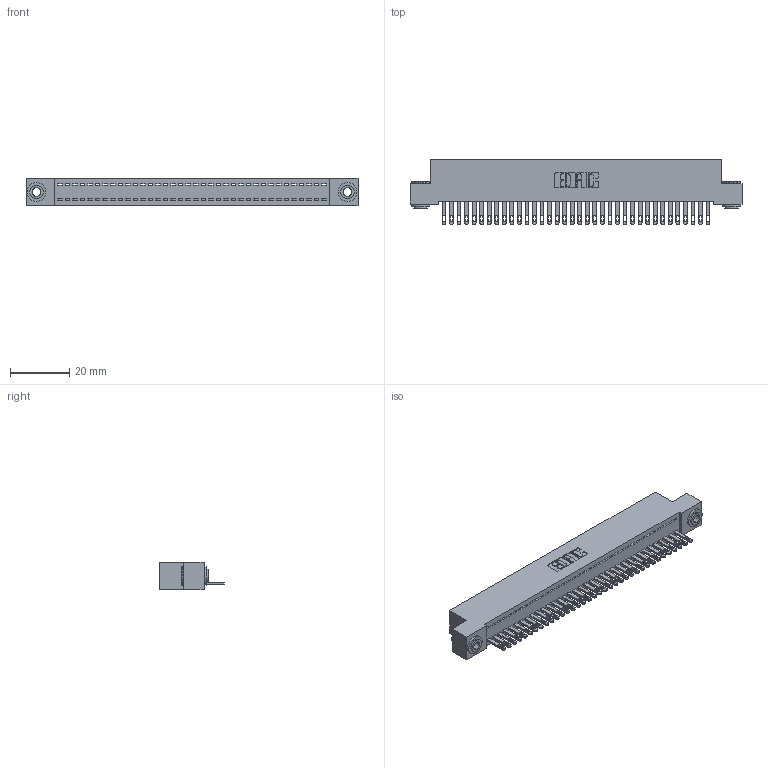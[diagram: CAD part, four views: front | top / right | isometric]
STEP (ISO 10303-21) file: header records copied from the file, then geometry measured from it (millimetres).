
FILE_DESCRIPTION (( 'STEP AP203' ), '1' );
FILE_NAME ('342-036-500-103.STEP', '2019-10-02T13:02:53', ( '' ), ( '' ), 'SwSTEP 2.0', 'SolidWorks 2016', '' );
FILE_SCHEMA (( 'CONFIG_CONTROL_DESIGN' ));
Length unit declared in the file: inch
Products named in the file (4): 345-292-001_345-293-100; 342-250-002_345-250-002-102; 342-036-500-103; 342 Part_.156 TH
Assembly tree (39 placements, depth 2):
  342-036-500-103
    342 Part_.156 TH
    345-292-001_345-293-100  x36
    342-250-002_345-250-002-102  x2
Bounding box: 111.76 x 21.85 x 9.4 mm (x, y, z)
Volume: 9822.1 mm3; surface area: 14608.3 mm2
Topology: 39 solids, 39 shells, 2092 faces, 6423 edges, 4278 vertices
Faces by surface type: plane 1372, cylinder 712, cone 8
Entity records: 23232 total; most frequent: CARTESIAN_POINT 3985, ORIENTED_EDGE 3950, DIRECTION 3409, EDGE_CURVE 1975, VECTOR 1819, LINE 1819, VERTEX_POINT 1314, AXIS2_PLACEMENT_3D 795
